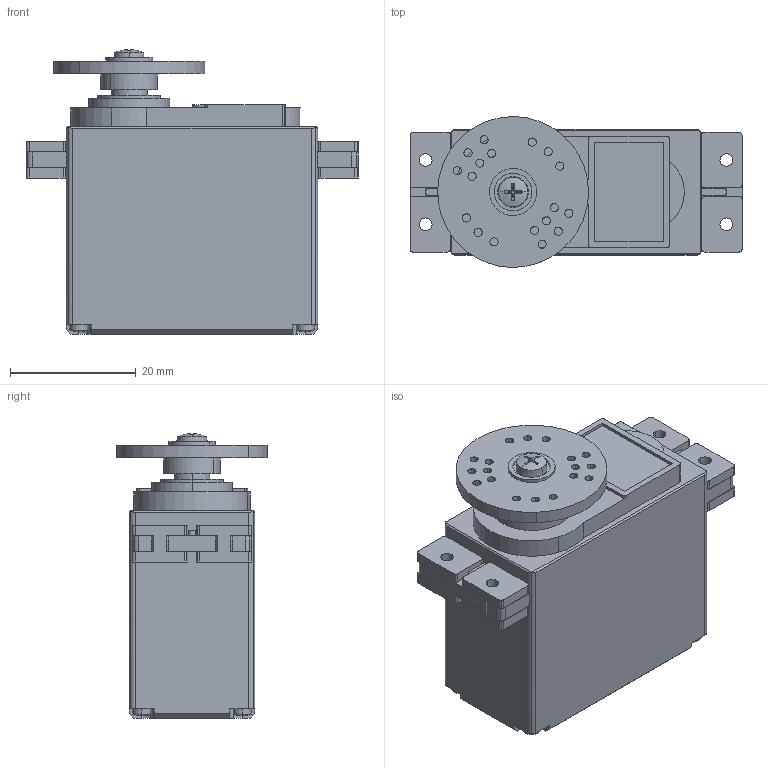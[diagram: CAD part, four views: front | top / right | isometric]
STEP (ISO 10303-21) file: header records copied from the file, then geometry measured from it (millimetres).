
FILE_DESCRIPTION((''),'2;1');
FILE_NAME('Hitec Servo.stp','2006-01-16T07:57:21',('t8558es'),(''),'Autodesk Inventor (R) 6.0','Autodesk Inventor (R) 6.0','');
FILE_SCHEMA(('AUTOMOTIVE_DESIGN { 1 0 10303 214 1 1 1 1 }'));
Length unit declared in the file: millimetre
Products named in the file (6): Hitec Servo; Servo Screw; Servo Horn; Servo Isolation Mounts; Screw2
Assembly tree (11 placements, depth 2):
  Hitec Servo
    Hitec Servo
    Servo Screw  x4
    Servo Horn
    Servo Isolation Mounts  x4
    Screw2
Bounding box: 52.8 x 24 x 45.24 mm (x, y, z)
Volume: 30579 mm3; surface area: 9691.8 mm2
Topology: 11 solids, 11 shells, 508 faces, 1405 edges, 910 vertices
Faces by surface type: cylinder 171, plane 156, cone 84, bspline 57, torus 30, sphere 10
Entity records: 11019 total; most frequent: CARTESIAN_POINT 3102, DIRECTION 1649, ORIENTED_EDGE 1626, EDGE_CURVE 813, AXIS2_PLACEMENT_3D 623, VERTEX_POINT 538, VECTOR 403, LINE 403
